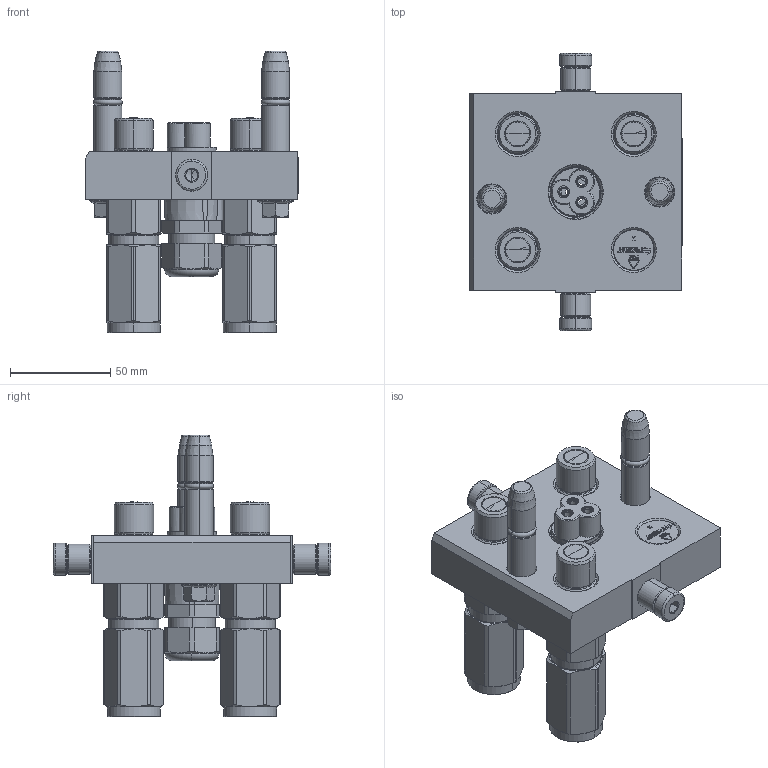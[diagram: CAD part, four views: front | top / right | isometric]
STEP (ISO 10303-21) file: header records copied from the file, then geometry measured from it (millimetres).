
FILE_DESCRIPTION (( 'STEP AP214' ), '1' );
FILE_NAME ('FASTER.step', '2022-09-16T05:45:11', ( '' ), ( '' ), 'SwSTEP 2.0', 'SolidWorks 2017', '' );
FILE_SCHEMA (( 'AUTOMOTIVE_DESIGN' ));
Length unit declared in the file: millimetre
Products named in the file (15): FASTER; TAPPO_38; et002; 4830_010_0000_011; 4830_013_3000_030; corpospel08-3m; 3ffnp38_gas_m; conn_3p_m; 4830_028_1000_011; 4830_044_0000_000; 4830_021_0000_000; 1540_080_0008_000; or2_62x9_19_m; P506-1_M_BASE
Assembly tree (23 placements, depth 3):
  FASTER
    P506-1_M_BASE
      4830_010_0000_011
      4830_021_0000_000  x2
      1540_080_0008_000  x2
      4830_013_3000_030  x2
      4830_028_1000_011  x2
      or2_62x9_19_m  x2
    3ffnp38_gas_m  x3
      3ffnp38_gas_m
    conn_3p_m
      4830_044_0000_000  x3
      corpospel08-3m
    TAPPO_38
    et002
Bounding box: 106.3 x 138.6 x 140.8 mm (x, y, z)
Volume: 8093.1 mm3; surface area: 113764.3 mm2
Topology: 6 solids, 57 shells, 2224 faces, 6168 edges, 4052 vertices
Faces by surface type: plane 1216, cylinder 465, cone 321, torus 160, bspline 50, sphere 12
Entity records: 64668 total; most frequent: CARTESIAN_POINT 14779, ORIENTED_EDGE 8939, DIRECTION 8637, EDGE_CURVE 4612, VECTOR 3203, LINE 3203, VERTEX_POINT 3022, AXIS2_PLACEMENT_3D 2717
